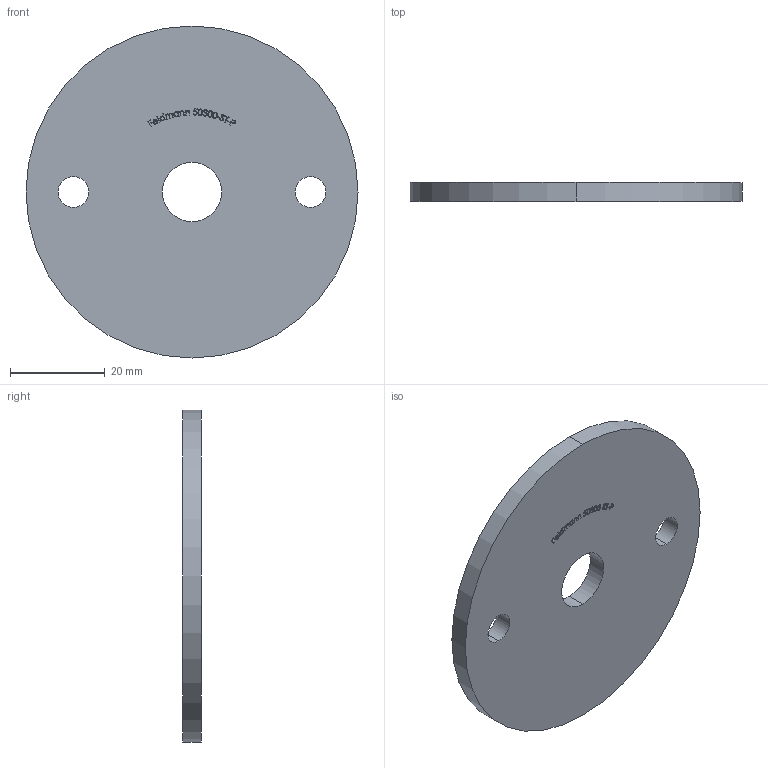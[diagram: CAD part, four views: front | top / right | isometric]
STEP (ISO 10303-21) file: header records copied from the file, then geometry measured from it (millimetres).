
FILE_DESCRIPTION (( 'STEP AP203' ), '1' );
FILE_NAME ('50300-ST-P.step', '2019-04-03T11:38:09', ( '' ), ( '' ), 'SwSTEP 2.0', 'SolidWorks 2015', '' );
FILE_SCHEMA (( 'CONFIG_CONTROL_DESIGN' ));
Length unit declared in the file: millimetre
Products named in the file (1): 50300-ST-P
Bounding box: 70 x 4 x 70 mm (x, y, z)
Volume: 14636.9 mm3; surface area: 8528.5 mm2
Topology: 1 solids, 1 shells, 242 faces, 645 edges, 430 vertices
Faces by surface type: bspline 118, plane 116, cylinder 8
Entity records: 14126 total; most frequent: CARTESIAN_POINT 8796, ORIENTED_EDGE 1290, DIRECTION 675, EDGE_CURVE 645, VERTEX_POINT 430, LINE 393, VECTOR 393, EDGE_LOOP 273
